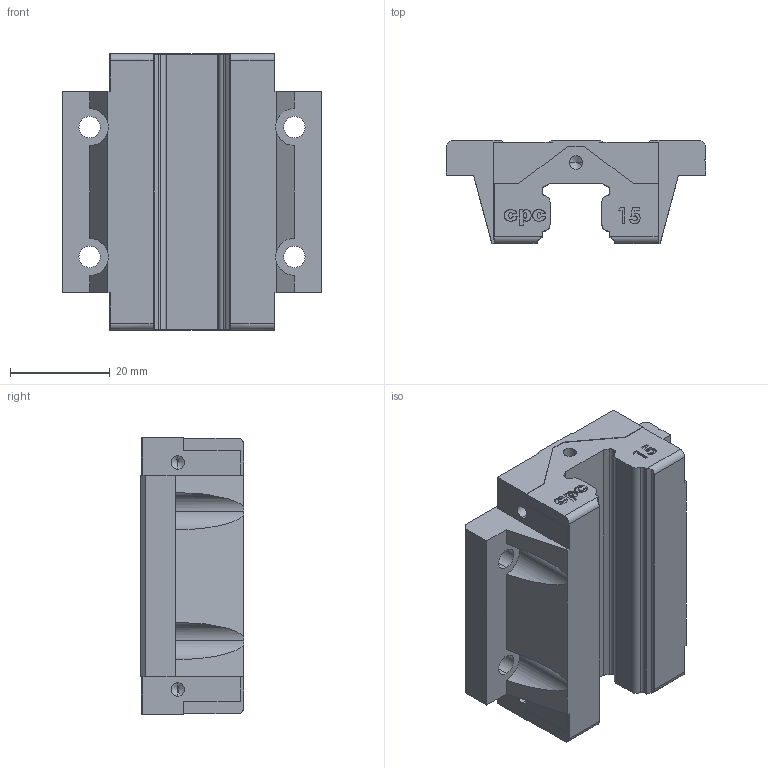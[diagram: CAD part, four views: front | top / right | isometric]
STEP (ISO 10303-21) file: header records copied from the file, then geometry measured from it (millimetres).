
FILE_DESCRIPTION (( 'STEP AP214' ), '1' );
FILE_NAME ('ARC15FN_block_V2.STEP', '2013-03-11T11:43:50', ( 'CPC' ), ( '' ), 'SwSTEP 2.0', 'SolidWorks 2010', '' );
FILE_SCHEMA (( 'AUTOMOTIVE_DESIGN' ));
Length unit declared in the file: millimetre
Products named in the file (1): ARC15FN_block_V2
Bounding box: 52 x 20.7 x 55.5 mm (x, y, z)
Volume: 35867.7 mm3; surface area: 10781.1 mm2
Topology: 1 solids, 1 shells, 299 faces, 815 edges, 528 vertices
Faces by surface type: plane 151, bspline 74, cylinder 54, cone 20
Entity records: 15553 total; most frequent: CARTESIAN_POINT 8221, ORIENTED_EDGE 1606, DIRECTION 1203, EDGE_CURVE 803, VERTEX_POINT 528, LINE 527, VECTOR 527, AXIS2_PLACEMENT_3D 338
